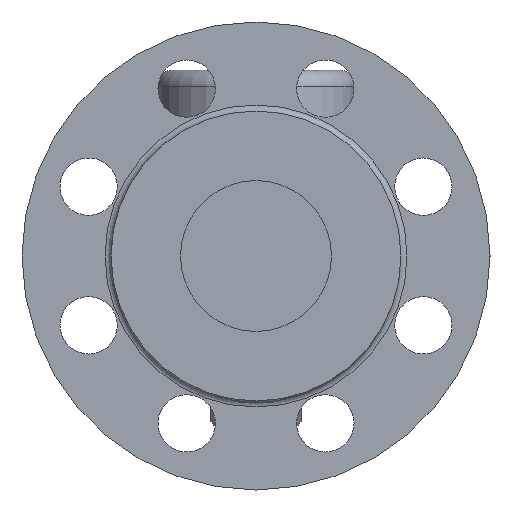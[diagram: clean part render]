
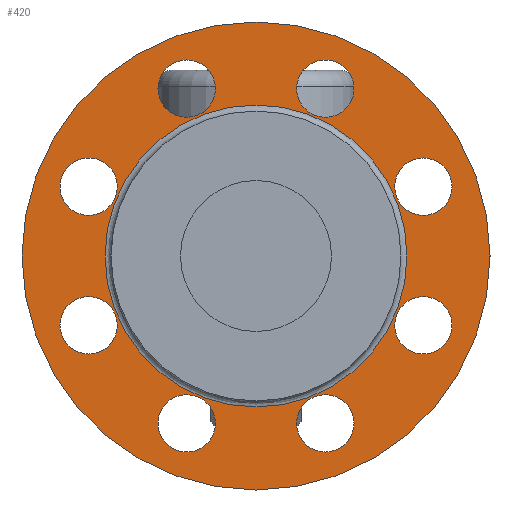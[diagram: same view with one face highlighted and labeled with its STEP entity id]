
A CAD part, left-side view. The second image highlights one B-rep face of the part: STEP entity #420.
In plain terms, the highlighted free-form (B-spline) face has degree [1, 1] with [2, 2] control points.
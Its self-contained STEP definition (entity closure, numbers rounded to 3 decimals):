
#230=CARTESIAN_POINT('',(-108.0,0.0,77.5));
#231=VERTEX_POINT('',#230);
#232=CARTESIAN_POINT('',(-108.0,0.0,0.));
#233=DIRECTION('',(-1.0,0.0,0.0));
#234=DIRECTION('',(0.0,0.0,1.0));
#235=AXIS2_PLACEMENT_3D('',#232,#233,#234);
#236=CIRCLE('',#235,77.5);
#237=EDGE_CURVE('',#231,#231,#236,.T.);
#298=CARTESIAN_POINT('',(-108.0,0.0,50.));
#299=VERTEX_POINT('',#298);
#300=CARTESIAN_POINT('',(-108.0,0.0,0.));
#301=DIRECTION('',(-1.0,0.0,0.0));
#302=DIRECTION('',(0.0,0.0,-1.0));
#303=AXIS2_PLACEMENT_3D('',#300,#301,#302);
#304=CIRCLE('',#303,50.);
#305=EDGE_CURVE('',#299,#299,#304,.T.);
#321=CARTESIAN_POINT('',(-108.0,77.5,77.5));
#322=CARTESIAN_POINT('',(-108.,77.5,-77.5));
#323=CARTESIAN_POINT('',(-108.0,-77.5,77.5));
#324=CARTESIAN_POINT('',(-108.0,-77.5,-77.5));
#325=B_SPLINE_SURFACE_WITH_KNOTS('',1,1,((#321,#323),(#322,#324)),.UNSPECIFIED.,.F.,.F.,.U.,(2,2),(2,2),(0.0,155.0),(0.0,155.0),.UNSPECIFIED.);
#326=ORIENTED_EDGE('',*,*,#237,.T.);
#327=EDGE_LOOP('',(#326));
#328=FACE_OUTER_BOUND('',#327,.T.);
#329=CARTESIAN_POINT('',(-108.0,22.961,45.933));
#330=VERTEX_POINT('',#329);
#331=CARTESIAN_POINT('',(-108.0,22.961,55.433));
#332=DIRECTION('',(1.0,0.0,0.0));
#333=DIRECTION('',(0.0,0.0,-1.0));
#334=AXIS2_PLACEMENT_3D('',#331,#332,#333);
#335=CIRCLE('',#334,9.5);
#336=EDGE_CURVE('',#330,#330,#335,.T.);
#337=ORIENTED_EDGE('',*,*,#336,.T.);
#338=EDGE_LOOP('',(#337));
#339=FACE_BOUND('',#338,.T.);
#340=CARTESIAN_POINT('',(-108.0,48.715,16.243));
#341=VERTEX_POINT('',#340);
#342=CARTESIAN_POINT('',(-108.0,55.433,22.961));
#343=DIRECTION('',(1.,0.,0.));
#344=DIRECTION('',(0.,-0.707,-0.707));
#345=AXIS2_PLACEMENT_3D('',#342,#343,#344);
#346=CIRCLE('',#345,9.5);
#347=EDGE_CURVE('',#341,#341,#346,.T.);
#348=ORIENTED_EDGE('',*,*,#347,.T.);
#349=EDGE_LOOP('',(#348));
#350=FACE_BOUND('',#349,.T.);
#351=CARTESIAN_POINT('',(-108.0,45.933,-22.961));
#352=VERTEX_POINT('',#351);
#353=CARTESIAN_POINT('',(-108.0,55.433,-22.961));
#354=DIRECTION('',(1.0,0.0,0.0));
#355=DIRECTION('',(0.0,-1.0,0.0));
#356=AXIS2_PLACEMENT_3D('',#353,#354,#355);
#357=CIRCLE('',#356,9.5);
#358=EDGE_CURVE('',#352,#352,#357,.T.);
#359=ORIENTED_EDGE('',*,*,#358,.T.);
#360=EDGE_LOOP('',(#359));
#361=FACE_BOUND('',#360,.T.);
#362=CARTESIAN_POINT('',(-108.0,16.243,-48.715));
#363=VERTEX_POINT('',#362);
#364=CARTESIAN_POINT('',(-108.0,22.961,-55.433));
#365=DIRECTION('',(1.,0.,0.));
#366=DIRECTION('',(0.,-0.707,0.707));
#367=AXIS2_PLACEMENT_3D('',#364,#365,#366);
#368=CIRCLE('',#367,9.5);
#369=EDGE_CURVE('',#363,#363,#368,.T.);
#370=ORIENTED_EDGE('',*,*,#369,.T.);
#371=EDGE_LOOP('',(#370));
#372=FACE_BOUND('',#371,.T.);
#373=CARTESIAN_POINT('',(-108.0,-22.961,-45.933));
#374=VERTEX_POINT('',#373);
#375=CARTESIAN_POINT('',(-108.0,-22.961,-55.433));
#376=DIRECTION('',(1.0,0.0,0.0));
#377=DIRECTION('',(0.0,0.0,1.0));
#378=AXIS2_PLACEMENT_3D('',#375,#376,#377);
#379=CIRCLE('',#378,9.5);
#380=EDGE_CURVE('',#374,#374,#379,.T.);
#381=ORIENTED_EDGE('',*,*,#380,.T.);
#382=EDGE_LOOP('',(#381));
#383=FACE_BOUND('',#382,.T.);
#384=CARTESIAN_POINT('',(-108.0,-48.715,-16.243));
#385=VERTEX_POINT('',#384);
#386=CARTESIAN_POINT('',(-108.0,-55.433,-22.961));
#387=DIRECTION('',(1.0,0.,0.));
#388=DIRECTION('',(0.,0.707,0.707));
#389=AXIS2_PLACEMENT_3D('',#386,#387,#388);
#390=CIRCLE('',#389,9.5);
#391=EDGE_CURVE('',#385,#385,#390,.T.);
#392=ORIENTED_EDGE('',*,*,#391,.T.);
#393=EDGE_LOOP('',(#392));
#394=FACE_BOUND('',#393,.T.);
#395=CARTESIAN_POINT('',(-108.0,-45.933,22.961));
#396=VERTEX_POINT('',#395);
#397=CARTESIAN_POINT('',(-108.0,-55.433,22.961));
#398=DIRECTION('',(1.0,0.0,0.0));
#399=DIRECTION('',(0.0,1.0,0.0));
#400=AXIS2_PLACEMENT_3D('',#397,#398,#399);
#401=CIRCLE('',#400,9.5);
#402=EDGE_CURVE('',#396,#396,#401,.T.);
#403=ORIENTED_EDGE('',*,*,#402,.T.);
#404=EDGE_LOOP('',(#403));
#405=FACE_BOUND('',#404,.T.);
#406=CARTESIAN_POINT('',(-108.0,-16.243,48.715));
#407=VERTEX_POINT('',#406);
#408=CARTESIAN_POINT('',(-108.0,-22.961,55.433));
#409=DIRECTION('',(1.0,0.,0.));
#410=DIRECTION('',(0.,0.707,-0.707));
#411=AXIS2_PLACEMENT_3D('',#408,#409,#410);
#412=CIRCLE('',#411,9.5);
#413=EDGE_CURVE('',#407,#407,#412,.T.);
#414=ORIENTED_EDGE('',*,*,#413,.T.);
#415=EDGE_LOOP('',(#414));
#416=FACE_BOUND('',#415,.T.);
#417=ORIENTED_EDGE('',*,*,#305,.F.);
#418=EDGE_LOOP('',(#417));
#419=FACE_BOUND('',#418,.T.);
#420=ADVANCED_FACE('',(#328,#339,#350,#361,#372,#383,#394,#405,#416,#419),#325,.T.);
